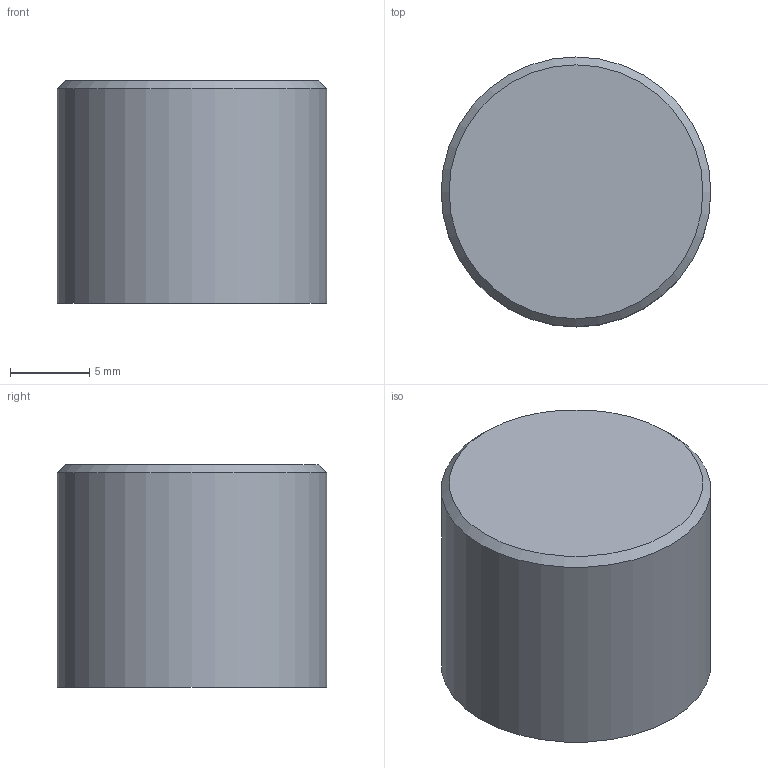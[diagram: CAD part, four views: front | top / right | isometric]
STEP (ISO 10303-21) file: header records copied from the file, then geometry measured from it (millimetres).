
FILE_DESCRIPTION(('FreeCAD Model'),'2;1');
FILE_NAME('rotative_push_button_capuchon.step','2019-08-04T10:48:25', ('Author'),(''),'Open CASCADE STEP processor 7.3','FreeCAD','Unknown' );
FILE_SCHEMA(('AUTOMOTIVE_DESIGN { 1 0 10303 214 1 1 1 1 }'));
Length unit declared in the file: millimetre
Products named in the file (1): chapeau_bouton_rotatif
Bounding box: 17 x 17 x 14 mm (x, y, z)
Volume: 1551 mm3; surface area: 2476.2 mm2
Topology: 1 solids, 1 shells, 100 faces, 211 edges, 115 vertices
Faces by surface type: plane 92, cylinder 6, cone 2
Full cylindrical faces by diameter (mm): 6.2 x2, 8.2 x1, 14 x1, 15 x1, 17 x1
Entity records: 2601 total; most frequent: DIRECTION 474, CARTESIAN_POINT 429, ORIENTED_EDGE 422, EDGE_CURVE 211, AXIS2_PLACEMENT_3D 164, LINE 146, VECTOR 146, VERTEX_POINT 115
